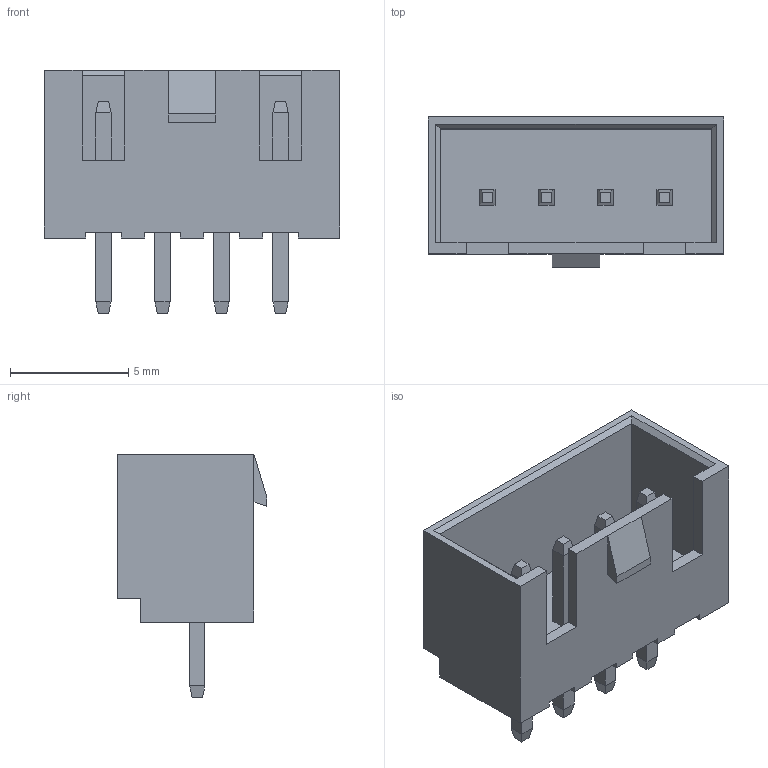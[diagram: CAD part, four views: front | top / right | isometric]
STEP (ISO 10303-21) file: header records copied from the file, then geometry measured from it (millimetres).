
FILE_DESCRIPTION (( 'STEP AP214' ), '1' );
FILE_NAME ('CONN-TH_XHB-4A.step', '2022-08-03T10:14:59', ( '' ), ( '' ), 'SwSTEP 2.0', 'SolidWorks 2020', '' );
FILE_SCHEMA (( 'AUTOMOTIVE_DESIGN' ));
Length unit declared in the file: millimetre
Products named in the file (1): CONN-TH_XHB-4A
Bounding box: 12.5 x 6.35 x 10.3 mm (x, y, z)
Volume: 197.6 mm3; surface area: 647.7 mm2
Topology: 14 solids, 14 shells, 406 faces, 1053 edges, 690 vertices
Faces by surface type: plane 294, bspline 112
Entity records: 16623 total; most frequent: CARTESIAN_POINT 4254, ORIENTED_EDGE 2106, DIRECTION 1415, EDGE_CURVE 1053, LINE 825, VECTOR 825, VERTEX_POINT 690, EDGE_LOOP 433
